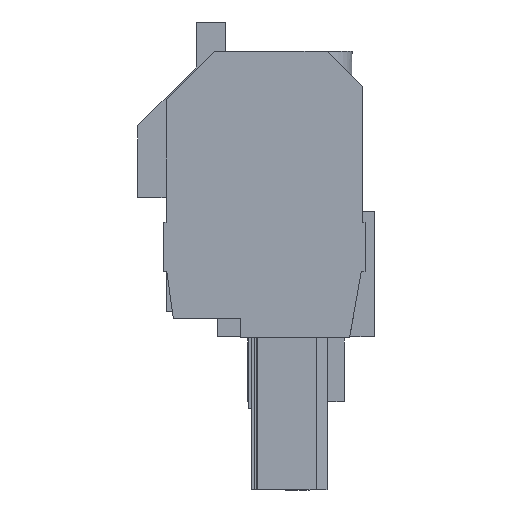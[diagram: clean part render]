
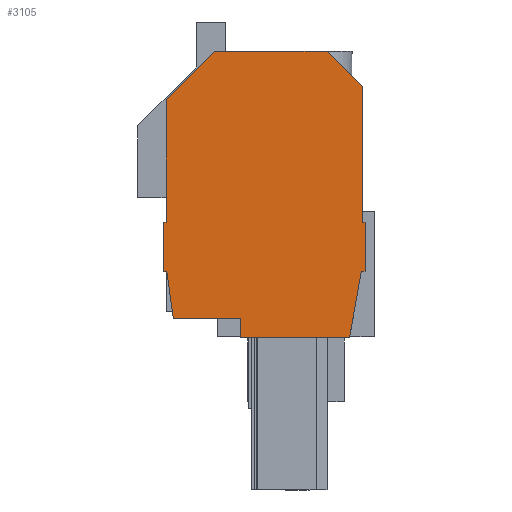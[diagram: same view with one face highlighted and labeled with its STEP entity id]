
A CAD part, left-side view. The second image highlights one B-rep face of the part: STEP entity #3105.
In plain terms, the highlighted planar face has unit normal (-1, 0, 0).
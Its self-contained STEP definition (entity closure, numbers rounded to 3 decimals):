
#3016=AXIS2_PLACEMENT_3D('Plane Axis2P3D',#3013,#3014,#3015) ;
#111=CARTESIAN_POINT('Vertex',(0.,21.23,27.3)) ;
#116=CARTESIAN_POINT('Line Origine',(0.,21.23,33.532)) ;
#120=CARTESIAN_POINT('Vertex',(0.,21.23,39.764)) ;
#247=CARTESIAN_POINT('Vertex',(0.,1.23,27.3)) ;
#571=CARTESIAN_POINT('Vertex',(0.,1.23,41.114)) ;
#574=CARTESIAN_POINT('Line Origine',(0.,1.23,34.207)) ;
#2353=CARTESIAN_POINT('Vertex',(0.,1.334,22.3)) ;
#2356=CARTESIAN_POINT('Line Origine',(0.,1.934,18.9)) ;
#2360=CARTESIAN_POINT('Vertex',(0.,2.533,15.5)) ;
#2411=CARTESIAN_POINT('Vertex',(0.,20.487,17.5)) ;
#2414=CARTESIAN_POINT('Line Origine',(0.,20.825,19.9)) ;
#2418=CARTESIAN_POINT('Vertex',(0.,21.162,22.3)) ;
#2878=CARTESIAN_POINT('Vertex',(0.,4.816,44.7)) ;
#2881=CARTESIAN_POINT('Line Origine',(0.,3.023,42.907)) ;
#3013=CARTESIAN_POINT('Axis2P3D Location',(0.,0.93,0.)) ;
#3018=CARTESIAN_POINT('Line Origine',(0.,21.53,24.8)) ;
#3022=CARTESIAN_POINT('Vertex',(0.,21.53,27.3)) ;
#3024=CARTESIAN_POINT('Vertex',(0.,21.53,22.3)) ;
#3027=CARTESIAN_POINT('Line Origine',(0.,21.346,22.3)) ;
#3032=CARTESIAN_POINT('Line Origine',(0.,17.07,17.5)) ;
#3036=CARTESIAN_POINT('Vertex',(0.,13.653,17.5)) ;
#3039=CARTESIAN_POINT('Line Origine',(0.,13.653,16.5)) ;
#3043=CARTESIAN_POINT('Vertex',(0.,13.653,15.5)) ;
#3046=CARTESIAN_POINT('Line Origine',(0.,8.093,15.5)) ;
#3051=CARTESIAN_POINT('Line Origine',(0.,1.132,22.3)) ;
#3055=CARTESIAN_POINT('Vertex',(0.,0.93,22.3)) ;
#3058=CARTESIAN_POINT('Line Origine',(0.,0.93,24.8)) ;
#3062=CARTESIAN_POINT('Vertex',(0.,0.93,27.3)) ;
#3065=CARTESIAN_POINT('Line Origine',(0.,1.08,27.3)) ;
#3070=CARTESIAN_POINT('Line Origine',(0.,10.555,44.7)) ;
#3074=CARTESIAN_POINT('Vertex',(0.,16.294,44.7)) ;
#3077=CARTESIAN_POINT('Line Origine',(0.,18.762,42.232)) ;
#3082=CARTESIAN_POINT('Line Origine',(0.,21.38,27.3)) ;
#117=DIRECTION('Vector Direction',(0.,0.,1.)) ;
#575=DIRECTION('Vector Direction',(0.,0.,-1.)) ;
#2357=DIRECTION('Vector Direction',(0.,0.174,-0.985)) ;
#2415=DIRECTION('Vector Direction',(0.,-0.139,-0.99)) ;
#2882=DIRECTION('Vector Direction',(0.,0.707,0.707)) ;
#3014=DIRECTION('Axis2P3D Direction',(-1.,0.,0.)) ;
#3015=DIRECTION('Axis2P3D XDirection',(0.,0.,1.)) ;
#3019=DIRECTION('Vector Direction',(0.,0.,-1.)) ;
#3028=DIRECTION('Vector Direction',(0.,-1.,0.)) ;
#3033=DIRECTION('Vector Direction',(0.,-1.,0.)) ;
#3040=DIRECTION('Vector Direction',(0.,0.,-1.)) ;
#3047=DIRECTION('Vector Direction',(0.,-1.,0.)) ;
#3052=DIRECTION('Vector Direction',(0.,-1.,0.)) ;
#3059=DIRECTION('Vector Direction',(0.,0.,1.)) ;
#3066=DIRECTION('Vector Direction',(0.,1.,0.)) ;
#3071=DIRECTION('Vector Direction',(0.,1.,0.)) ;
#3078=DIRECTION('Vector Direction',(0.,0.707,-0.707)) ;
#3083=DIRECTION('Vector Direction',(0.,1.,0.)) ;
#118=VECTOR('Line Direction',#117,1.) ;
#576=VECTOR('Line Direction',#575,1.) ;
#2358=VECTOR('Line Direction',#2357,1.) ;
#2416=VECTOR('Line Direction',#2415,1.) ;
#2883=VECTOR('Line Direction',#2882,1.) ;
#3020=VECTOR('Line Direction',#3019,1.) ;
#3029=VECTOR('Line Direction',#3028,1.) ;
#3034=VECTOR('Line Direction',#3033,1.) ;
#3041=VECTOR('Line Direction',#3040,1.) ;
#3048=VECTOR('Line Direction',#3047,1.) ;
#3053=VECTOR('Line Direction',#3052,1.) ;
#3060=VECTOR('Line Direction',#3059,1.) ;
#3067=VECTOR('Line Direction',#3066,1.) ;
#3072=VECTOR('Line Direction',#3071,1.) ;
#3079=VECTOR('Line Direction',#3078,1.) ;
#3084=VECTOR('Line Direction',#3083,1.) ;
#3088=ORIENTED_EDGE('',*,*,#3026,.T.) ;
#3089=ORIENTED_EDGE('',*,*,#3031,.T.) ;
#3090=ORIENTED_EDGE('',*,*,#2420,.T.) ;
#3091=ORIENTED_EDGE('',*,*,#3038,.T.) ;
#3092=ORIENTED_EDGE('',*,*,#3045,.T.) ;
#3093=ORIENTED_EDGE('',*,*,#3050,.T.) ;
#3094=ORIENTED_EDGE('',*,*,#2362,.T.) ;
#3095=ORIENTED_EDGE('',*,*,#3057,.T.) ;
#3096=ORIENTED_EDGE('',*,*,#3064,.T.) ;
#3097=ORIENTED_EDGE('',*,*,#3069,.T.) ;
#3098=ORIENTED_EDGE('',*,*,#578,.T.) ;
#3099=ORIENTED_EDGE('',*,*,#2885,.T.) ;
#3100=ORIENTED_EDGE('',*,*,#3076,.T.) ;
#3101=ORIENTED_EDGE('',*,*,#3081,.T.) ;
#3102=ORIENTED_EDGE('',*,*,#122,.T.) ;
#3103=ORIENTED_EDGE('',*,*,#3086,.T.) ;
#3105=ADVANCED_FACE('housing',(#3104),#3017,.T.) ;
#122=EDGE_CURVE('',#121,#112,#119,.F.) ;
#578=EDGE_CURVE('',#248,#572,#577,.F.) ;
#2362=EDGE_CURVE('',#2361,#2354,#2359,.F.) ;
#2420=EDGE_CURVE('',#2419,#2412,#2417,.T.) ;
#2885=EDGE_CURVE('',#572,#2879,#2884,.T.) ;
#3026=EDGE_CURVE('',#3023,#3025,#3021,.T.) ;
#3031=EDGE_CURVE('',#3025,#2419,#3030,.T.) ;
#3038=EDGE_CURVE('',#2412,#3037,#3035,.T.) ;
#3045=EDGE_CURVE('',#3037,#3044,#3042,.T.) ;
#3050=EDGE_CURVE('',#3044,#2361,#3049,.T.) ;
#3057=EDGE_CURVE('',#2354,#3056,#3054,.T.) ;
#3064=EDGE_CURVE('',#3056,#3063,#3061,.T.) ;
#3069=EDGE_CURVE('',#3063,#248,#3068,.T.) ;
#3076=EDGE_CURVE('',#2879,#3075,#3073,.T.) ;
#3081=EDGE_CURVE('',#3075,#121,#3080,.T.) ;
#3086=EDGE_CURVE('',#112,#3023,#3085,.T.) ;
#3087=EDGE_LOOP('',(#3088,#3089,#3090,#3091,#3092,#3093,#3094,#3095,#3096,#3097,#3098,#3099,#3100,#3101,#3102,#3103)) ;
#3104=FACE_OUTER_BOUND('',#3087,.T.) ;
#119=LINE('Line',#116,#118) ;
#577=LINE('Line',#574,#576) ;
#2359=LINE('Line',#2356,#2358) ;
#2417=LINE('Line',#2414,#2416) ;
#2884=LINE('Line',#2881,#2883) ;
#3021=LINE('Line',#3018,#3020) ;
#3030=LINE('Line',#3027,#3029) ;
#3035=LINE('Line',#3032,#3034) ;
#3042=LINE('Line',#3039,#3041) ;
#3049=LINE('Line',#3046,#3048) ;
#3054=LINE('Line',#3051,#3053) ;
#3061=LINE('Line',#3058,#3060) ;
#3068=LINE('Line',#3065,#3067) ;
#3073=LINE('Line',#3070,#3072) ;
#3080=LINE('Line',#3077,#3079) ;
#3085=LINE('Line',#3082,#3084) ;
#3017=PLANE('',#3016) ;
#112=VERTEX_POINT('',#111) ;
#121=VERTEX_POINT('',#120) ;
#248=VERTEX_POINT('',#247) ;
#572=VERTEX_POINT('',#571) ;
#2354=VERTEX_POINT('',#2353) ;
#2361=VERTEX_POINT('',#2360) ;
#2412=VERTEX_POINT('',#2411) ;
#2419=VERTEX_POINT('',#2418) ;
#2879=VERTEX_POINT('',#2878) ;
#3023=VERTEX_POINT('',#3022) ;
#3025=VERTEX_POINT('',#3024) ;
#3037=VERTEX_POINT('',#3036) ;
#3044=VERTEX_POINT('',#3043) ;
#3056=VERTEX_POINT('',#3055) ;
#3063=VERTEX_POINT('',#3062) ;
#3075=VERTEX_POINT('',#3074) ;
